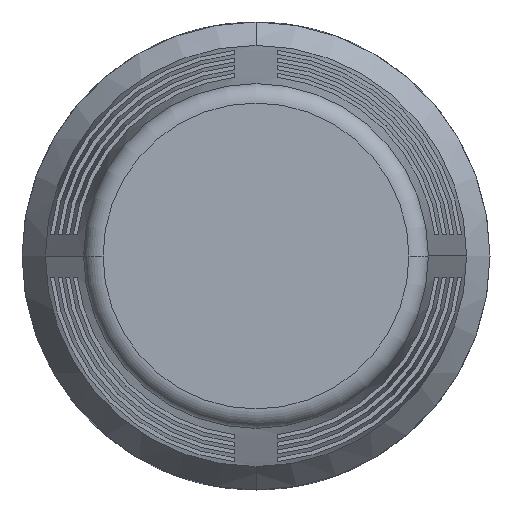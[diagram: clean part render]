
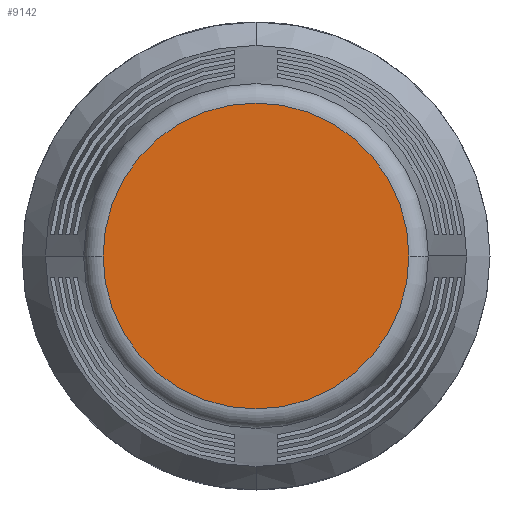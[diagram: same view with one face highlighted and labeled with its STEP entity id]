
A CAD part, front view. The second image highlights one B-rep face of the part: STEP entity #9142.
In plain terms, the highlighted planar face has unit normal (0, -1, 0).
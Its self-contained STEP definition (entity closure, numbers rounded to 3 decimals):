
#120 = EDGE_LOOP ( 'NONE', ( #2812, #2811 ) ) ;
#2811 = ORIENTED_EDGE ( 'NONE', *, *, #15462, .T. ) ;
#2812 = ORIENTED_EDGE ( 'NONE', *, *, #5139, .T. ) ;
#4594 = AXIS2_PLACEMENT_3D ( 'NONE', #10020, #10028, #10029 ) ;
#4819 = AXIS2_PLACEMENT_3D ( 'NONE', #16002, #16003, #16004 ) ;
#5139 = EDGE_CURVE ( 'NONE', #7478, #7477, #12961, .T. ) ;
#7477 = VERTEX_POINT ( 'NONE', #14123 ) ;
#7478 = VERTEX_POINT ( 'NONE', #14125 ) ;
#8936 = CIRCLE ( 'NONE', #18111, 7.845 ) ;
#9142 = ADVANCED_FACE ( 'NONE', ( #12730 ), #10025, .T. ) ;
#10020 = CARTESIAN_POINT ( 'NONE',  ( 0., -50.5, 0. ) ) ;
#10025 = PLANE ( 'NONE',  #4594 ) ;
#10028 = DIRECTION ( 'NONE',  ( 0., -1., 0. ) ) ;
#10029 = DIRECTION ( 'NONE',  ( -1., 0., 0. ) ) ;
#12730 = FACE_OUTER_BOUND ( 'NONE', #120, .T. ) ;
#12961 = CIRCLE ( 'NONE', #4819, 7.845 ) ;
#14123 = CARTESIAN_POINT ( 'NONE',  ( 7.845, -50.5, 0. ) ) ;
#14125 = CARTESIAN_POINT ( 'NONE',  ( -7.845, -50.5, 0. ) ) ;
#15462 = EDGE_CURVE ( 'NONE', #7477, #7478, #8936, .T. ) ;
#16002 = CARTESIAN_POINT ( 'NONE',  ( 0., -50.5, 0. ) ) ;
#16003 = DIRECTION ( 'NONE',  ( 0., -1., 0. ) ) ;
#16004 = DIRECTION ( 'NONE',  ( -1., 0., 0. ) ) ;
#17367 = CARTESIAN_POINT ( 'NONE',  ( 0., -50.5, 0. ) ) ;
#17368 = DIRECTION ( 'NONE',  ( 0., -1., 0. ) ) ;
#17369 = DIRECTION ( 'NONE',  ( -1., 0., 0. ) ) ;
#18111 = AXIS2_PLACEMENT_3D ( 'NONE', #17367, #17368, #17369 ) ;
